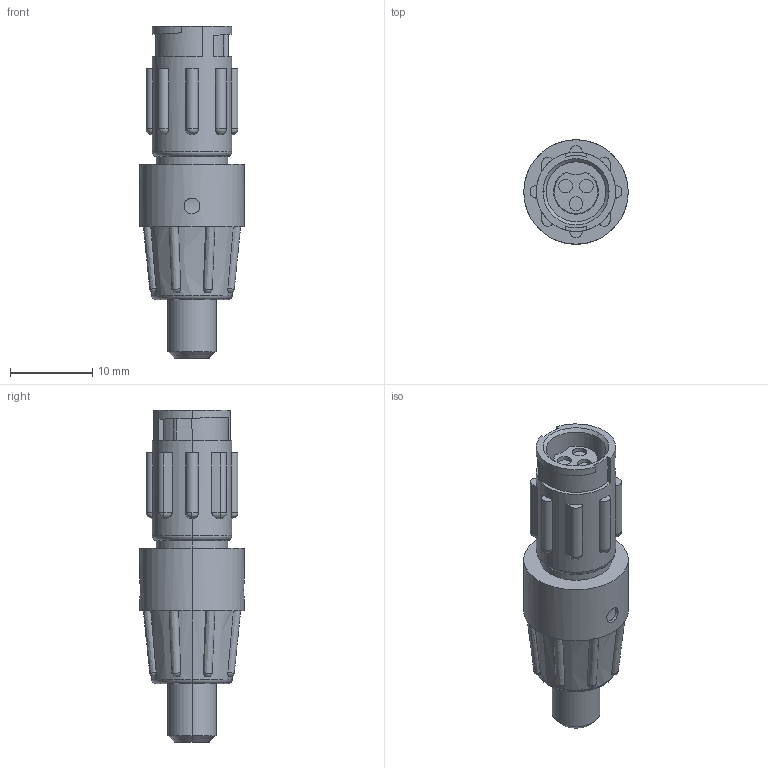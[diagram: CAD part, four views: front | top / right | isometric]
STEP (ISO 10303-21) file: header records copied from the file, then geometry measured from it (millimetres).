
FILE_DESCRIPTION (( 'STEP AP203' ), '1' );
FILE_NAME ('18282-3SG-315A.STEP', '2014-03-19T14:15:01', ( '' ), ( '' ), 'SwSTEP 2.0', 'SolidWorks 2014', '' );
FILE_SCHEMA (( 'CONFIG_CONTROL_DESIGN' ));
Length unit declared in the file: inch
Products named in the file (1): 18282-3SG-315A
Bounding box: 12.7 x 12.7 x 40.39 mm (x, y, z)
Volume: 2929.4 mm3; surface area: 1942.5 mm2
Topology: 1 solids, 1 shells, 166 faces, 459 edges, 307 vertices
Faces by surface type: plane 62, cylinder 59, bspline 22, torus 10, cone 9, sphere 4
Entity records: 10572 total; most frequent: CARTESIAN_POINT 6469, ORIENTED_EDGE 910, DIRECTION 767, EDGE_CURVE 455, AXIS2_PLACEMENT_3D 309, VERTEX_POINT 307, EDGE_LOOP 182, ADVANCED_FACE 166
